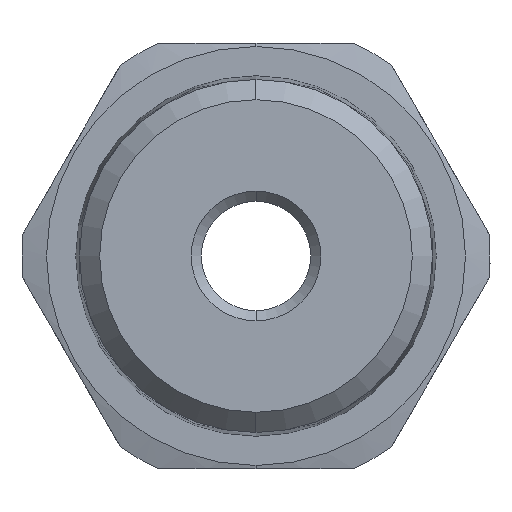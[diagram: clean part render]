
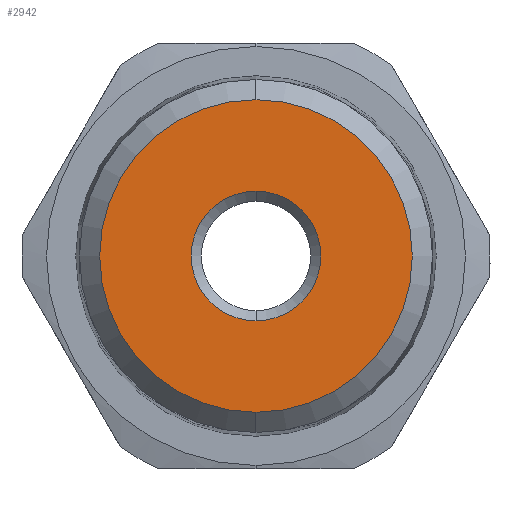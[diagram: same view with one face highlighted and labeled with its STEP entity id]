
A CAD part, left-side view. The second image highlights one B-rep face of the part: STEP entity #2942.
In plain terms, the highlighted planar face has unit normal (-1, 0, 0).
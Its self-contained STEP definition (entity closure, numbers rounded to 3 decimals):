
#30 = DIRECTION ( 'NONE',  ( -1., 0., 0. ) ) ;
#62 = CARTESIAN_POINT ( 'NONE',  ( 0., 0., -4.8 ) ) ;
#202 = AXIS2_PLACEMENT_3D ( 'NONE', #401, #3440, #1480 ) ;
#204 = CIRCLE ( 'NONE', #202, 4.8 ) ;
#205 = EDGE_CURVE ( 'NONE', #2274, #1539, #2192, .T. ) ;
#401 = CARTESIAN_POINT ( 'NONE',  ( 0., 0., 0. ) ) ;
#463 = DIRECTION ( 'NONE',  ( -1., 0., 0. ) ) ;
#477 = PLANE ( 'NONE',  #2892 ) ;
#478 = VERTEX_POINT ( 'NONE', #3510 ) ;
#592 = EDGE_LOOP ( 'NONE', ( #2851, #1833 ) ) ;
#752 = DIRECTION ( 'NONE',  ( 1., 0., 0. ) ) ;
#1032 = DIRECTION ( 'NONE',  ( 0., 0., -1. ) ) ;
#1214 = AXIS2_PLACEMENT_3D ( 'NONE', #2321, #1613, #1368 ) ;
#1271 = DIRECTION ( 'NONE',  ( 0., 0., -1. ) ) ;
#1329 = CIRCLE ( 'NONE', #2994, 11.566 ) ;
#1368 = DIRECTION ( 'NONE',  ( 0., 0., -1. ) ) ;
#1480 = DIRECTION ( 'NONE',  ( 0., 0., -1. ) ) ;
#1539 = VERTEX_POINT ( 'NONE', #1555 ) ;
#1547 = CARTESIAN_POINT ( 'NONE',  ( 0., 0., 0. ) ) ;
#1555 = CARTESIAN_POINT ( 'NONE',  ( 0., 0., -11.566 ) ) ;
#1613 = DIRECTION ( 'NONE',  ( 1., 0., 0. ) ) ;
#1655 = CARTESIAN_POINT ( 'NONE',  ( 0., 0., 0. ) ) ;
#1744 = AXIS2_PLACEMENT_3D ( 'NONE', #1547, #463, #1271 ) ;
#1833 = ORIENTED_EDGE ( 'NONE', *, *, #3377, .T. ) ;
#2135 = EDGE_LOOP ( 'NONE', ( #2637, #3161 ) ) ;
#2192 = CIRCLE ( 'NONE', #1744, 11.566 ) ;
#2274 = VERTEX_POINT ( 'NONE', #2741 ) ;
#2321 = CARTESIAN_POINT ( 'NONE',  ( 0., 0., 0. ) ) ;
#2343 = CARTESIAN_POINT ( 'NONE',  ( 0., 0., 0. ) ) ;
#2545 = FACE_BOUND ( 'NONE', #592, .T. ) ;
#2637 = ORIENTED_EDGE ( 'NONE', *, *, #3459, .T. ) ;
#2741 = CARTESIAN_POINT ( 'NONE',  ( 0., 0., 11.566 ) ) ;
#2851 = ORIENTED_EDGE ( 'NONE', *, *, #2872, .T. ) ;
#2872 = EDGE_CURVE ( 'NONE', #478, #3067, #204, .T. ) ;
#2892 = AXIS2_PLACEMENT_3D ( 'NONE', #2343, #752, #1032 ) ;
#2931 = FACE_OUTER_BOUND ( 'NONE', #2135, .T. ) ;
#2942 = ADVANCED_FACE ( 'NONE', ( #2931, #2545 ), #477, .F. ) ;
#2994 = AXIS2_PLACEMENT_3D ( 'NONE', #1655, #30, #3051 ) ;
#3051 = DIRECTION ( 'NONE',  ( 0., 0., -1. ) ) ;
#3067 = VERTEX_POINT ( 'NONE', #62 ) ;
#3161 = ORIENTED_EDGE ( 'NONE', *, *, #205, .T. ) ;
#3198 = CIRCLE ( 'NONE', #1214, 4.8 ) ;
#3377 = EDGE_CURVE ( 'NONE', #3067, #478, #3198, .T. ) ;
#3440 = DIRECTION ( 'NONE',  ( 1., 0., 0. ) ) ;
#3459 = EDGE_CURVE ( 'NONE', #1539, #2274, #1329, .T. ) ;
#3510 = CARTESIAN_POINT ( 'NONE',  ( 0., 0., 4.8 ) ) ;
